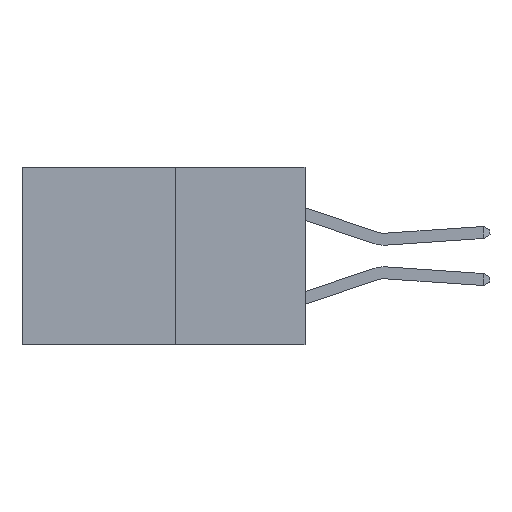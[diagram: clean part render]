
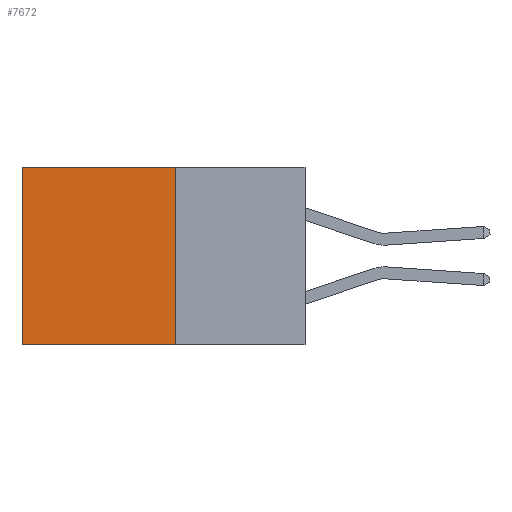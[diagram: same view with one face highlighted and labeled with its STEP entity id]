
A CAD part, left-side view. The second image highlights one B-rep face of the part: STEP entity #7672.
In plain terms, the highlighted planar face has unit normal (-1, 0, 0).
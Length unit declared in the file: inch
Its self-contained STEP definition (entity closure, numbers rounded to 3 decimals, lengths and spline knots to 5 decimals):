
#45 = CARTESIAN_POINT ( 'NONE',  ( 0.277, 0.27, -0.37 ) ) ;
#1320 = DIRECTION ( 'NONE',  ( 0., 1., 0. ) ) ;
#1633 = EDGE_CURVE ( 'NONE', #4944, #5781, #13484, .T. ) ;
#2919 = CARTESIAN_POINT ( 'NONE',  ( 0.277, 0.27, -0.37 ) ) ;
#3654 = LINE ( 'NONE', #21327, #27679 ) ;
#3712 = CARTESIAN_POINT ( 'NONE',  ( 0.277, 0.59, -0.37 ) ) ;
#3771 = ORIENTED_EDGE ( 'NONE', *, *, #8561, .T. ) ;
#3812 = FACE_OUTER_BOUND ( 'NONE', #27362, .T. ) ;
#4818 = CARTESIAN_POINT ( 'NONE',  ( 0.277, 0.27, -0.37 ) ) ;
#4944 = VERTEX_POINT ( 'NONE', #24575 ) ;
#5292 = DIRECTION ( 'NONE',  ( 1., 0., 0. ) ) ;
#5435 = VECTOR ( 'NONE', #18851, 39.37008 ) ;
#5781 = VERTEX_POINT ( 'NONE', #8862 ) ;
#7672 = ADVANCED_FACE ( 'NONE', ( #3812 ), #28458, .F. ) ;
#8561 = EDGE_CURVE ( 'NONE', #24752, #4944, #21674, .T. ) ;
#8688 = CARTESIAN_POINT ( 'NONE',  ( 0.277, 0.27, 0. ) ) ;
#8862 = CARTESIAN_POINT ( 'NONE',  ( 0.277, 0.59, -0.37 ) ) ;
#9974 = ORIENTED_EDGE ( 'NONE', *, *, #20737, .F. ) ;
#11208 = AXIS2_PLACEMENT_3D ( 'NONE', #2919, #5292, #21642 ) ;
#11656 = EDGE_CURVE ( 'NONE', #14706, #5781, #17893, .T. ) ;
#12732 = VECTOR ( 'NONE', #23731, 39.37008 ) ;
#13023 = CARTESIAN_POINT ( 'NONE',  ( 0.277, 0.27, 0. ) ) ;
#13484 = LINE ( 'NONE', #3712, #12732 ) ;
#14706 = VERTEX_POINT ( 'NONE', #45 ) ;
#14759 = VECTOR ( 'NONE', #1320, 39.37008 ) ;
#17893 = LINE ( 'NONE', #4818, #5435 ) ;
#18851 = DIRECTION ( 'NONE',  ( 0., 1., 0. ) ) ;
#20237 = ORIENTED_EDGE ( 'NONE', *, *, #11656, .F. ) ;
#20737 = EDGE_CURVE ( 'NONE', #24752, #14706, #3654, .T. ) ;
#21327 = CARTESIAN_POINT ( 'NONE',  ( 0.277, 0.27, -0.37 ) ) ;
#21642 = DIRECTION ( 'NONE',  ( 0., 0., -1. ) ) ;
#21674 = LINE ( 'NONE', #13023, #14759 ) ;
#23513 = ORIENTED_EDGE ( 'NONE', *, *, #1633, .T. ) ;
#23731 = DIRECTION ( 'NONE',  ( 0., 0., -1. ) ) ;
#24575 = CARTESIAN_POINT ( 'NONE',  ( 0.277, 0.59, 0. ) ) ;
#24752 = VERTEX_POINT ( 'NONE', #8688 ) ;
#25932 = DIRECTION ( 'NONE',  ( 0., 0., -1. ) ) ;
#27362 = EDGE_LOOP ( 'NONE', ( #23513, #20237, #9974, #3771 ) ) ;
#27679 = VECTOR ( 'NONE', #25932, 39.37008 ) ;
#28458 = PLANE ( 'NONE',  #11208 ) ;
